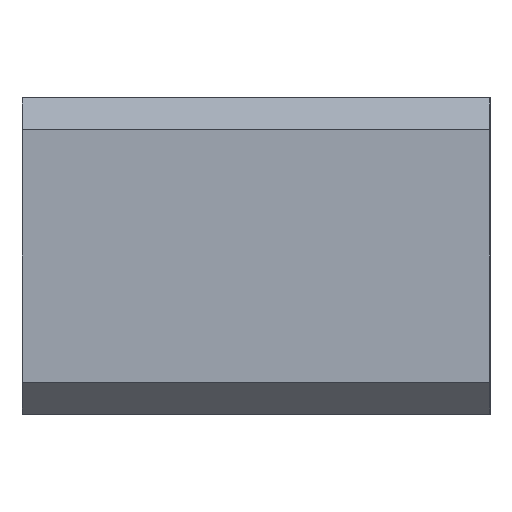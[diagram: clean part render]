
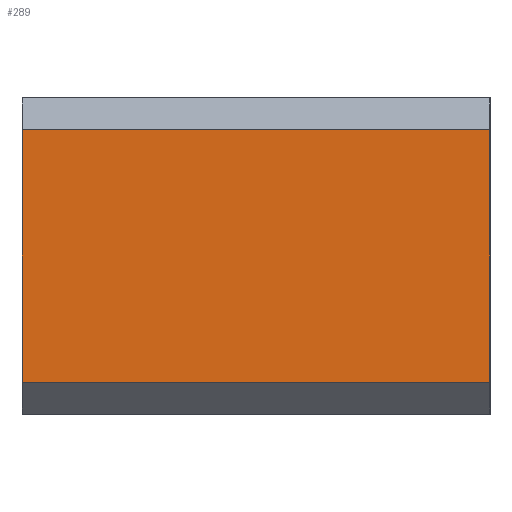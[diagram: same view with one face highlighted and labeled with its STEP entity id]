
A CAD part, left-side view. The second image highlights one B-rep face of the part: STEP entity #289.
In plain terms, the highlighted planar face has unit normal (-1, 0, 0).
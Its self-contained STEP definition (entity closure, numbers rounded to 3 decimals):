
#7 = CARTESIAN_POINT ( 'NONE',  ( -19., 0.2, 4. ) ) ;
#69 = LINE ( 'NONE', #465, #317 ) ;
#89 = VERTEX_POINT ( 'NONE', #7 ) ;
#126 = DIRECTION ( 'NONE',  ( 0., 0., -1. ) ) ;
#157 = DIRECTION ( 'NONE',  ( 0., -1., 0. ) ) ;
#177 = LINE ( 'NONE', #409, #360 ) ;
#181 = DIRECTION ( 'NONE',  ( 0., 1., 0. ) ) ;
#218 = VERTEX_POINT ( 'NONE', #224 ) ;
#222 = EDGE_CURVE ( 'NONE', #218, #426, #412, .T. ) ;
#224 = CARTESIAN_POINT ( 'NONE',  ( -19., 15., 4. ) ) ;
#231 = ORIENTED_EDGE ( 'NONE', *, *, #389, .T. ) ;
#245 = VECTOR ( 'NONE', #157, 1000. ) ;
#256 = VECTOR ( 'NONE', #368, 1000. ) ;
#259 = EDGE_LOOP ( 'NONE', ( #508, #231, #514, #383 ) ) ;
#276 = DIRECTION ( 'NONE',  ( 0., 1., 0. ) ) ;
#289 = ADVANCED_FACE ( 'NONE', ( #333 ), #380, .F. ) ;
#317 = VECTOR ( 'NONE', #181, 1000. ) ;
#333 = FACE_OUTER_BOUND ( 'NONE', #259, .T. ) ;
#360 = VECTOR ( 'NONE', #126, 1000. ) ;
#368 = DIRECTION ( 'NONE',  ( 0., 0., -1. ) ) ;
#374 = CARTESIAN_POINT ( 'NONE',  ( -19., 15., 5. ) ) ;
#380 = PLANE ( 'NONE',  #445 ) ;
#383 = ORIENTED_EDGE ( 'NONE', *, *, #560, .T. ) ;
#389 = EDGE_CURVE ( 'NONE', #426, #417, #446, .T. ) ;
#409 = CARTESIAN_POINT ( 'NONE',  ( -19., 0.2, 5. ) ) ;
#412 = LINE ( 'NONE', #374, #256 ) ;
#417 = VERTEX_POINT ( 'NONE', #577 ) ;
#426 = VERTEX_POINT ( 'NONE', #548 ) ;
#438 = CARTESIAN_POINT ( 'NONE',  ( -19., 0.2, -4. ) ) ;
#445 = AXIS2_PLACEMENT_3D ( 'NONE', #575, #522, #276 ) ;
#446 = LINE ( 'NONE', #438, #245 ) ;
#465 = CARTESIAN_POINT ( 'NONE',  ( -19., 15., 4. ) ) ;
#508 = ORIENTED_EDGE ( 'NONE', *, *, #222, .T. ) ;
#514 = ORIENTED_EDGE ( 'NONE', *, *, #540, .F. ) ;
#522 = DIRECTION ( 'NONE',  ( 1., 0., 0. ) ) ;
#540 = EDGE_CURVE ( 'NONE', #89, #417, #177, .T. ) ;
#548 = CARTESIAN_POINT ( 'NONE',  ( -19., 15., -4. ) ) ;
#560 = EDGE_CURVE ( 'NONE', #89, #218, #69, .T. ) ;
#575 = CARTESIAN_POINT ( 'NONE',  ( -19., 0.2, 5. ) ) ;
#577 = CARTESIAN_POINT ( 'NONE',  ( -19., 0.2, -4. ) ) ;
